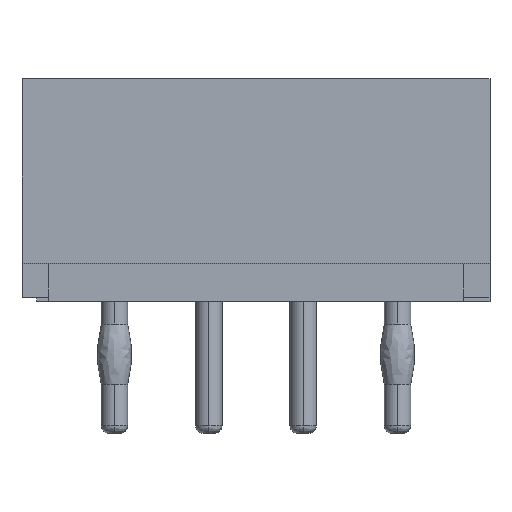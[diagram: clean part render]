
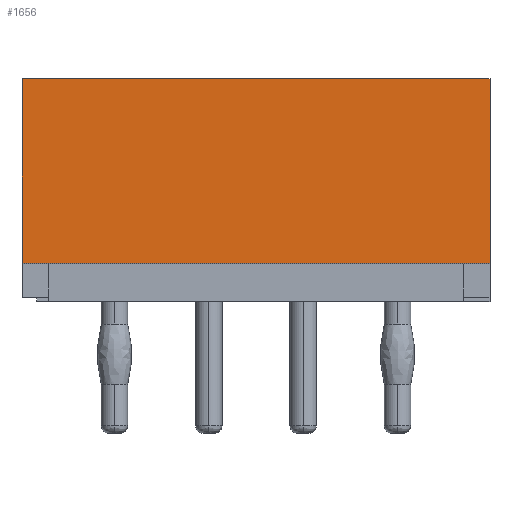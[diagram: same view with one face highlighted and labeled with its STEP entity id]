
A CAD part, top view. The second image highlights one B-rep face of the part: STEP entity #1656.
In plain terms, the highlighted planar face has unit normal (0, 0, 1).
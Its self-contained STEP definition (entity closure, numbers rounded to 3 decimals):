
#61=DIRECTION('',(0.,1.,0.));
#62=VECTOR('',#61,4.9);
#63=CARTESIAN_POINT('',(6.2,-1.95,2.47));
#64=LINE('',#63,#62);
#109=DIRECTION('',(1.,0.,0.));
#110=VECTOR('',#109,12.4);
#111=CARTESIAN_POINT('',(-6.2,2.95,2.47));
#112=LINE('',#111,#110);
#205=DIRECTION('',(0.,1.,0.));
#206=VECTOR('',#205,4.9);
#207=CARTESIAN_POINT('',(-6.2,-1.95,2.47));
#208=LINE('',#207,#206);
#213=DIRECTION('',(1.,0.,0.));
#214=VECTOR('',#213,12.4);
#215=CARTESIAN_POINT('',(-6.2,-1.95,2.47));
#216=LINE('',#215,#214);
#1093=CARTESIAN_POINT('',(-6.2,2.95,2.47));
#1094=CARTESIAN_POINT('',(6.2,2.95,2.47));
#1095=VERTEX_POINT('',#1093);
#1096=VERTEX_POINT('',#1094);
#1131=CARTESIAN_POINT('',(6.2,-1.95,2.47));
#1132=VERTEX_POINT('',#1131);
#1165=CARTESIAN_POINT('',(-6.2,-1.95,2.47));
#1166=VERTEX_POINT('',#1165);
#1644=CARTESIAN_POINT('',(-6.2,-2.95,2.47));
#1645=DIRECTION('',(0.,0.,1.));
#1646=DIRECTION('',(1.,0.,0.));
#1647=AXIS2_PLACEMENT_3D('',#1644,#1645,#1646);
#1648=PLANE('',#1647);
#1650=ORIENTED_EDGE('',*,*,#1649,.F.);
#1651=ORIENTED_EDGE('',*,*,#1615,.T.);
#1652=ORIENTED_EDGE('',*,*,#1555,.T.);
#1653=ORIENTED_EDGE('',*,*,#1495,.F.);
#1654=EDGE_LOOP('',(#1650,#1651,#1652,#1653));
#1655=FACE_OUTER_BOUND('',#1654,.F.);
#1656=ADVANCED_FACE('',(#1655),#1648,.T.);
#1495=EDGE_CURVE('',#1132,#1096,#64,.T.);
#1555=EDGE_CURVE('',#1095,#1096,#112,.T.);
#1615=EDGE_CURVE('',#1166,#1095,#208,.T.);
#1649=EDGE_CURVE('',#1166,#1132,#216,.T.);
